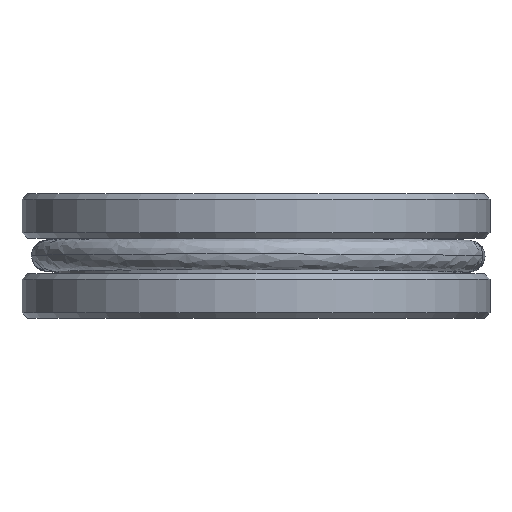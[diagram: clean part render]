
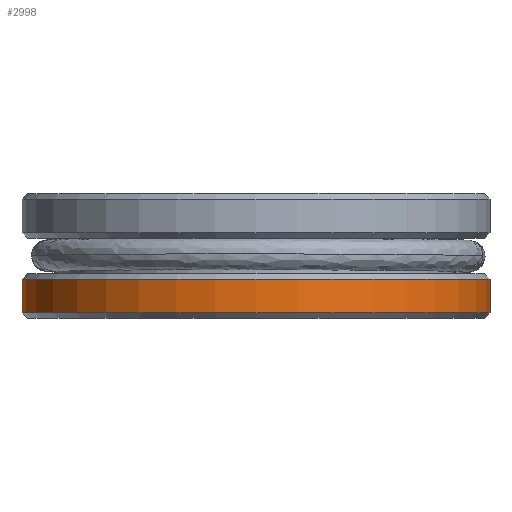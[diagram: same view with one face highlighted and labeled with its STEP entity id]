
A CAD part, front view. The second image highlights one B-rep face of the part: STEP entity #2998.
In plain terms, the highlighted cylindrical face has radius 13.145 mm (diameter 26.29 mm), a partial arc.
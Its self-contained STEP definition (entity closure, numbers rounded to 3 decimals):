
#4 = DIRECTION ( 'NONE',  ( 0., 0., -1. ) ) ;
#204 = CIRCLE ( 'NONE', #1832, 13.145 ) ;
#232 = EDGE_CURVE ( 'NONE', #5591, #9205, #204, .T. ) ;
#409 = LINE ( 'NONE', #3192, #7411 ) ;
#659 = EDGE_CURVE ( 'NONE', #5591, #7645, #409, .T. ) ;
#675 = CARTESIAN_POINT ( 'NONE',  ( -18.05, 7., -3.2 ) ) ;
#1019 = DIRECTION ( 'NONE',  ( 0., 0., -1. ) ) ;
#1028 = CYLINDRICAL_SURFACE ( 'NONE', #9964, 13.145 ) ;
#1832 = AXIS2_PLACEMENT_3D ( 'NONE', #6109, #1019, #2828 ) ;
#1844 = CARTESIAN_POINT ( 'NONE',  ( -31.195, 7., 3.5 ) ) ;
#1909 = CARTESIAN_POINT ( 'NONE',  ( -31.195, 7., -3.2 ) ) ;
#2321 = EDGE_LOOP ( 'NONE', ( #8208, #7085, #2624, #3909 ) ) ;
#2459 = VECTOR ( 'NONE', #6256, 1000. ) ;
#2624 = ORIENTED_EDGE ( 'NONE', *, *, #7354, .T. ) ;
#2828 = DIRECTION ( 'NONE',  ( 1., 0., 0. ) ) ;
#2998 = ADVANCED_FACE ( 'NONE', ( #8703 ), #1028, .T. ) ;
#3192 = CARTESIAN_POINT ( 'NONE',  ( -4.905, 7., 3.5 ) ) ;
#3502 = LINE ( 'NONE', #1844, #2459 ) ;
#3909 = ORIENTED_EDGE ( 'NONE', *, *, #9658, .T. ) ;
#4221 = CIRCLE ( 'NONE', #6918, 13.145 ) ;
#4256 = DIRECTION ( 'NONE',  ( -1., 0., 0. ) ) ;
#4381 = CARTESIAN_POINT ( 'NONE',  ( -31.195, 7., -1.3 ) ) ;
#5591 = VERTEX_POINT ( 'NONE', #7631 ) ;
#6065 = VERTEX_POINT ( 'NONE', #1909 ) ;
#6109 = CARTESIAN_POINT ( 'NONE',  ( -18.05, 7., -1.3 ) ) ;
#6256 = DIRECTION ( 'NONE',  ( 0., 0., -1. ) ) ;
#6889 = DIRECTION ( 'NONE',  ( 1., 0., 0. ) ) ;
#6918 = AXIS2_PLACEMENT_3D ( 'NONE', #675, #8461, #6889 ) ;
#7085 = ORIENTED_EDGE ( 'NONE', *, *, #232, .T. ) ;
#7354 = EDGE_CURVE ( 'NONE', #9205, #6065, #3502, .T. ) ;
#7411 = VECTOR ( 'NONE', #10746, 1000. ) ;
#7631 = CARTESIAN_POINT ( 'NONE',  ( -4.905, 7., -1.3 ) ) ;
#7645 = VERTEX_POINT ( 'NONE', #10427 ) ;
#8208 = ORIENTED_EDGE ( 'NONE', *, *, #659, .F. ) ;
#8461 = DIRECTION ( 'NONE',  ( 0., 0., 1. ) ) ;
#8703 = FACE_OUTER_BOUND ( 'NONE', #2321, .T. ) ;
#9205 = VERTEX_POINT ( 'NONE', #4381 ) ;
#9610 = CARTESIAN_POINT ( 'NONE',  ( -18.05, 7., 3.5 ) ) ;
#9658 = EDGE_CURVE ( 'NONE', #6065, #7645, #4221, .T. ) ;
#9964 = AXIS2_PLACEMENT_3D ( 'NONE', #9610, #4, #4256 ) ;
#10427 = CARTESIAN_POINT ( 'NONE',  ( -4.905, 7., -3.2 ) ) ;
#10746 = DIRECTION ( 'NONE',  ( 0., 0., -1. ) ) ;
